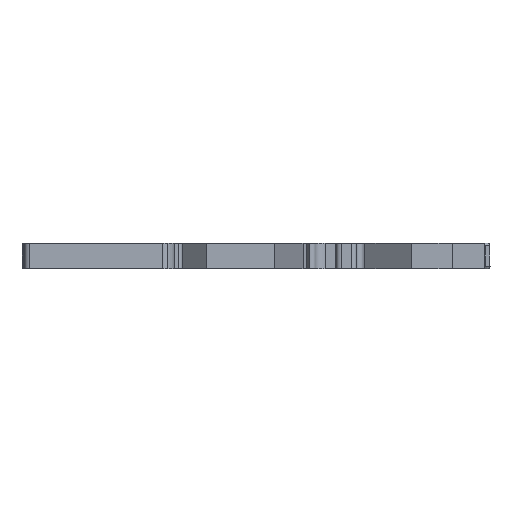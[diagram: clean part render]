
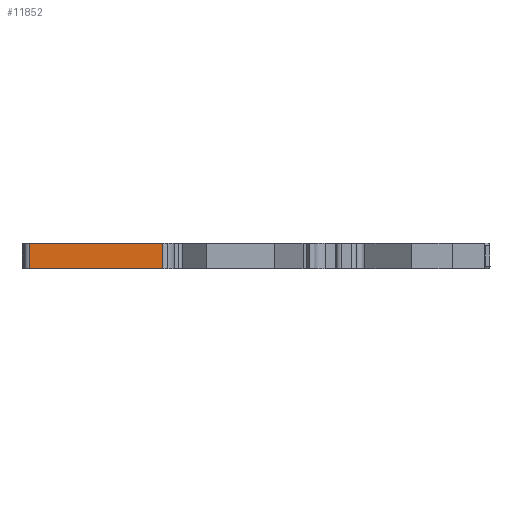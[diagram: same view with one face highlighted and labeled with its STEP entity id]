
A CAD part, front view. The second image highlights one B-rep face of the part: STEP entity #11852.
In plain terms, the highlighted planar face has unit normal (0, -1, 0).
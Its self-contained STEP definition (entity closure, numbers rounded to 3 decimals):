
#4129=DIRECTION('',(0.,0.,-1.));
#4130=VECTOR('',#4129,5.);
#4131=CARTESIAN_POINT('',(-18.05,-6.,2.5));
#4132=LINE('',#4131,#4130);
#4133=DIRECTION('',(-1.,0.,0.));
#4134=VECTOR('',#4133,26.);
#4135=CARTESIAN_POINT('',(-18.05,-6.,-2.5));
#4136=LINE('',#4135,#4134);
#4137=DIRECTION('',(1.,0.,0.));
#4138=VECTOR('',#4137,26.);
#4139=CARTESIAN_POINT('',(-44.05,-6.,2.5));
#4140=LINE('',#4139,#4138);
#4141=DIRECTION('',(0.,0.,-1.));
#4142=VECTOR('',#4141,5.);
#4143=CARTESIAN_POINT('',(-44.05,-6.,2.5));
#4144=LINE('',#4143,#4142);
#4586=CARTESIAN_POINT('',(-44.05,-6.,-2.5));
#4587=VERTEX_POINT('',#4586);
#4588=CARTESIAN_POINT('',(-18.05,-6.,-2.5));
#4589=VERTEX_POINT('',#4588);
#5136=CARTESIAN_POINT('',(-18.05,-6.,2.5));
#5137=VERTEX_POINT('',#5136);
#5138=CARTESIAN_POINT('',(-44.05,-6.,2.5));
#5139=VERTEX_POINT('',#5138);
#11840=CARTESIAN_POINT('',(-31.05,-6.,0.));
#11841=DIRECTION('',(0.,1.,0.));
#11842=DIRECTION('',(1.,0.,0.));
#11843=AXIS2_PLACEMENT_3D('',#11840,#11841,#11842);
#11844=PLANE('',#11843);
#11845=ORIENTED_EDGE('',*,*,#11833,.T.);
#11846=ORIENTED_EDGE('',*,*,#6291,.T.);
#11848=ORIENTED_EDGE('',*,*,#11847,.F.);
#11849=ORIENTED_EDGE('',*,*,#7153,.T.);
#11850=EDGE_LOOP('',(#11845,#11846,#11848,#11849));
#11851=FACE_OUTER_BOUND('',#11850,.F.);
#6291=EDGE_CURVE('',#4589,#4587,#4136,.T.);
#7153=EDGE_CURVE('',#5139,#5137,#4140,.T.);
#11833=EDGE_CURVE('',#5137,#4589,#4132,.T.);
#11847=EDGE_CURVE('',#5139,#4587,#4144,.T.);
#11852=ADVANCED_FACE('',(#11851),#11844,.F.);
